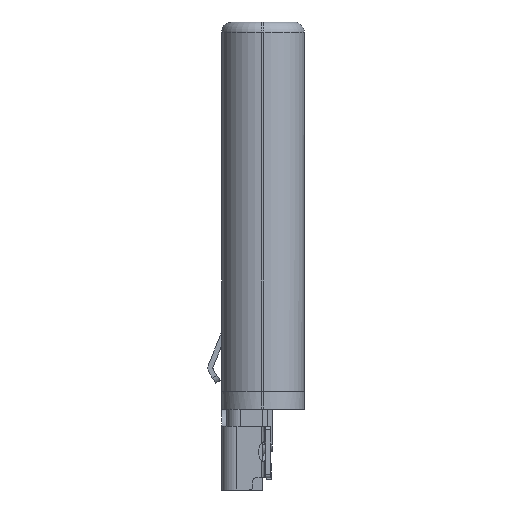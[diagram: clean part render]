
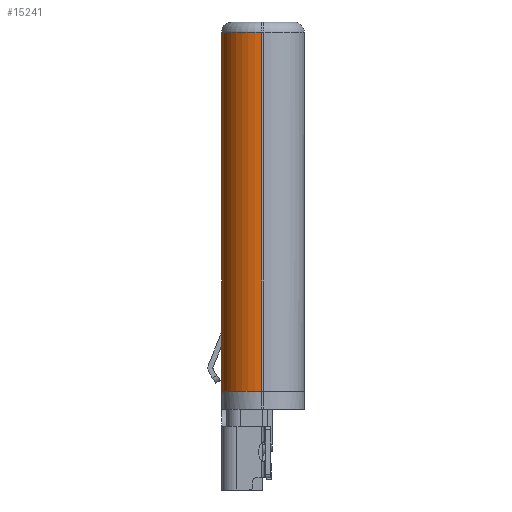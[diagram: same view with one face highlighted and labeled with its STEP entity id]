
A CAD part, left-side view. The second image highlights one B-rep face of the part: STEP entity #15241.
In plain terms, the highlighted cylindrical face has radius 1.17 mm (diameter 2.34 mm), a partial arc.
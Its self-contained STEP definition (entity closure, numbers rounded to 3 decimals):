
#160=CYLINDRICAL_SURFACE('',#16085,1.17);
#334=B_SPLINE_CURVE_WITH_KNOTS('',3,(#21486,#21487,#21488,#21489),
 .UNSPECIFIED.,.F.,.F.,(4,4),(0.,0.),
 .UNSPECIFIED.);
#542=CIRCLE('',#16031,1.17);
#571=CIRCLE('',#16086,1.17);
#1866=ORIENTED_EDGE('',*,*,#4784,.T.);
#1867=ORIENTED_EDGE('',*,*,#4864,.T.);
#1868=ORIENTED_EDGE('',*,*,#4212,.F.);
#1869=ORIENTED_EDGE('',*,*,#4865,.F.);
#1870=ORIENTED_EDGE('',*,*,#4788,.F.);
#4212=EDGE_CURVE('',#5917,#5918,#7007,.T.);
#4784=EDGE_CURVE('',#6349,#6348,#7342,.T.);
#4788=EDGE_CURVE('',#6349,#6350,#542,.T.);
#4864=EDGE_CURVE('',#6348,#5918,#571,.F.);
#4865=EDGE_CURVE('',#6350,#5917,#334,.T.);
#5917=VERTEX_POINT('',#20060);
#5918=VERTEX_POINT('',#20062);
#6348=VERTEX_POINT('',#21324);
#6349=VERTEX_POINT('',#21326);
#6350=VERTEX_POINT('',#21330);
#7007=LINE('',#20061,#8201);
#7342=LINE('',#21325,#8536);
#8201=VECTOR('',#16783,1000.);
#8536=VECTOR('',#17770,1000.);
#9537=EDGE_LOOP('',(#1866,#1867,#1868,#1869,#1870));
#10140=FACE_BOUND('',#9537,.T.);
#15241=ADVANCED_FACE('',(#10140),#160,.T.);
#16031=AXIS2_PLACEMENT_3D('',#21333,#17777,#17778);
#16085=AXIS2_PLACEMENT_3D('',#21484,#17929,#17930);
#16086=AXIS2_PLACEMENT_3D('',#21485,#17931,#17932);
#16783=DIRECTION('',(0.,0.,1.));
#17770=DIRECTION('',(0.,0.,1.));
#17777=DIRECTION('',(0.,0.,-1.));
#17778=DIRECTION('',(-1.,0.,0.));
#17929=DIRECTION('',(0.,0.,1.));
#17930=DIRECTION('',(1.,0.,0.));
#17931=DIRECTION('',(0.,0.,1.));
#17932=DIRECTION('',(1.,0.,0.));
#20060=CARTESIAN_POINT('',(-2.955,1.2,-10.73));
#20061=CARTESIAN_POINT('',(-2.955,1.2,-11.75));
#20062=CARTESIAN_POINT('',(-2.955,1.2,-0.304));
#21324=CARTESIAN_POINT('',(-4.125,0.03,-0.304));
#21325=CARTESIAN_POINT('',(-4.125,0.03,-11.75));
#21326=CARTESIAN_POINT('',(-4.125,0.03,-10.73));
#21330=CARTESIAN_POINT('',(-2.956,1.2,-10.73));
#21333=CARTESIAN_POINT('',(-2.955,0.03,-10.73));
#21484=CARTESIAN_POINT('',(-2.955,0.03,-11.75));
#21485=CARTESIAN_POINT('',(-2.955,0.03,-0.304));
#21486=CARTESIAN_POINT('',(-2.956,1.2,-10.73));
#21487=CARTESIAN_POINT('',(-2.956,1.2,-10.73));
#21488=CARTESIAN_POINT('',(-2.955,1.2,-10.73));
#21489=CARTESIAN_POINT('',(-2.955,1.2,-10.73));
